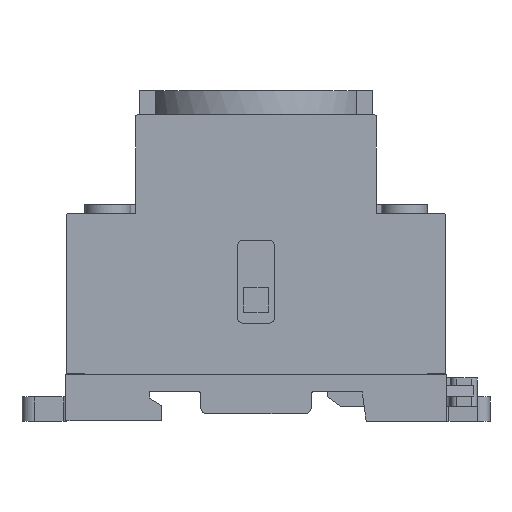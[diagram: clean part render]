
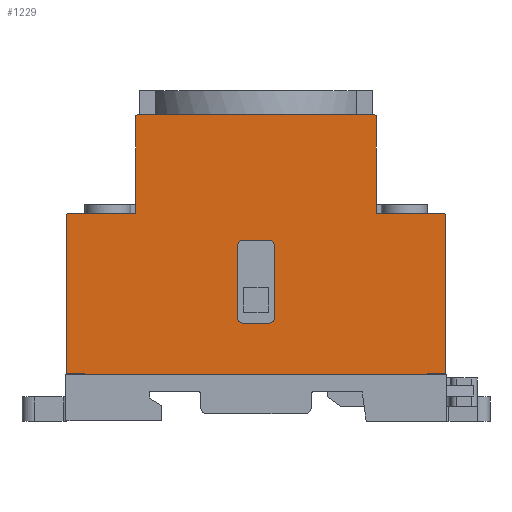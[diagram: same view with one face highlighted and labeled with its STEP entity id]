
A CAD part, left-side view. The second image highlights one B-rep face of the part: STEP entity #1229.
In plain terms, the highlighted planar face has unit normal (-1, 0, 0).
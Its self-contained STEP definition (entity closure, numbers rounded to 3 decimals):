
#1229=ADVANCED_FACE('',(#2024,#2025),#1692,.F.);
#1692=PLANE('',#10376);
#2024=FACE_BOUND('',#2258,.T.);
#2025=FACE_BOUND('',#2259,.T.);
#2258=EDGE_LOOP('',(#3870,#3871,#3872,#3873,#3874,#3875,#3876,#3877));
#2259=EDGE_LOOP('',(#3878,#3879,#3880,#3881,#3882,#3883,#3884,#3885,#3886,
#3887,#3888,#3889,#3890,#3891,#3892,#3893,#3894,#3895));
#2739=CIRCLE('',#10287,0.3);
#2740=CIRCLE('',#10289,0.3);
#2741=CIRCLE('',#10293,0.3);
#2742=CIRCLE('',#10297,0.3);
#2754=CIRCLE('',#10351,0.3);
#2761=CIRCLE('',#10370,0.3);
#2762=CIRCLE('',#10372,1.);
#2763=CIRCLE('',#10373,1.);
#2764=CIRCLE('',#10374,1.);
#2765=CIRCLE('',#10375,1.);
#3870=ORIENTED_EDGE('',*,*,#7212,.T.);
#3871=ORIENTED_EDGE('',*,*,#7213,.T.);
#3872=ORIENTED_EDGE('',*,*,#7214,.T.);
#3873=ORIENTED_EDGE('',*,*,#7215,.T.);
#3874=ORIENTED_EDGE('',*,*,#7216,.T.);
#3875=ORIENTED_EDGE('',*,*,#7217,.T.);
#3876=ORIENTED_EDGE('',*,*,#7218,.T.);
#3877=ORIENTED_EDGE('',*,*,#7219,.T.);
#3878=ORIENTED_EDGE('',*,*,#7159,.F.);
#3879=ORIENTED_EDGE('',*,*,#7211,.F.);
#3880=ORIENTED_EDGE('',*,*,#7209,.F.);
#3881=ORIENTED_EDGE('',*,*,#7113,.F.);
#3882=ORIENTED_EDGE('',*,*,#7023,.F.);
#3883=ORIENTED_EDGE('',*,*,#6916,.F.);
#3884=ORIENTED_EDGE('',*,*,#7021,.F.);
#3885=ORIENTED_EDGE('',*,*,#7192,.F.);
#3886=ORIENTED_EDGE('',*,*,#7178,.F.);
#3887=ORIENTED_EDGE('',*,*,#7175,.F.);
#3888=ORIENTED_EDGE('',*,*,#7172,.F.);
#3889=ORIENTED_EDGE('',*,*,#7012,.F.);
#3890=ORIENTED_EDGE('',*,*,#7039,.F.);
#3891=ORIENTED_EDGE('',*,*,#7035,.F.);
#3892=ORIENTED_EDGE('',*,*,#7027,.F.);
#3893=ORIENTED_EDGE('',*,*,#6965,.F.);
#3894=ORIENTED_EDGE('',*,*,#7168,.F.);
#3895=ORIENTED_EDGE('',*,*,#7165,.F.);
#5887=VERTEX_POINT('',#14248);
#5888=VERTEX_POINT('',#14250);
#5936=VERTEX_POINT('',#14349);
#5937=VERTEX_POINT('',#14351);
#5976=VERTEX_POINT('',#14614);
#5977=VERTEX_POINT('',#14616);
#5983=VERTEX_POINT('',#14655);
#5985=VERTEX_POINT('',#14682);
#5988=VERTEX_POINT('',#14690);
#5995=VERTEX_POINT('',#14745);
#6066=VERTEX_POINT('',#15042);
#6094=VERTEX_POINT('',#15120);
#6107=VERTEX_POINT('',#15155);
#6110=VERTEX_POINT('',#15183);
#6115=VERTEX_POINT('',#15211);
#6117=VERTEX_POINT('',#15220);
#6119=VERTEX_POINT('',#15226);
#6140=VERTEX_POINT('',#15332);
#6142=VERTEX_POINT('',#15353);
#6143=VERTEX_POINT('',#15354);
#6144=VERTEX_POINT('',#15356);
#6145=VERTEX_POINT('',#15358);
#6146=VERTEX_POINT('',#15360);
#6147=VERTEX_POINT('',#15362);
#6148=VERTEX_POINT('',#15364);
#6149=VERTEX_POINT('',#15366);
#6916=EDGE_CURVE('',#5887,#5888,#8226,.T.);
#6965=EDGE_CURVE('',#5936,#5937,#8254,.T.);
#7012=EDGE_CURVE('',#5976,#5977,#8279,.T.);
#7021=EDGE_CURVE('',#5983,#5887,#2739,.T.);
#7023=EDGE_CURVE('',#5888,#5985,#2740,.T.);
#7027=EDGE_CURVE('',#5937,#5988,#2741,.T.);
#7035=EDGE_CURVE('',#5988,#5995,#8291,.T.);
#7039=EDGE_CURVE('',#5995,#5976,#2742,.T.);
#7113=EDGE_CURVE('',#5985,#6066,#8338,.T.);
#7159=EDGE_CURVE('',#6107,#6094,#8366,.T.);
#7165=EDGE_CURVE('',#6094,#6110,#2754,.T.);
#7168=EDGE_CURVE('',#6110,#5936,#8369,.T.);
#7172=EDGE_CURVE('',#5977,#6115,#8373,.T.);
#7175=EDGE_CURVE('',#6115,#6117,#8375,.T.);
#7178=EDGE_CURVE('',#6117,#6119,#8378,.T.);
#7192=EDGE_CURVE('',#6119,#5983,#8388,.T.);
#7209=EDGE_CURVE('',#6066,#6140,#8398,.T.);
#7211=EDGE_CURVE('',#6140,#6107,#2761,.T.);
#7212=EDGE_CURVE('',#6142,#6143,#8399,.T.);
#7213=EDGE_CURVE('',#6143,#6144,#2762,.T.);
#7214=EDGE_CURVE('',#6144,#6145,#8400,.T.);
#7215=EDGE_CURVE('',#6145,#6146,#2763,.T.);
#7216=EDGE_CURVE('',#6146,#6147,#8401,.T.);
#7217=EDGE_CURVE('',#6147,#6148,#2764,.T.);
#7218=EDGE_CURVE('',#6148,#6149,#8402,.T.);
#7219=EDGE_CURVE('',#6149,#6142,#2765,.T.);
#8226=LINE('',#14249,#9261);
#8254=LINE('',#14350,#9289);
#8279=LINE('',#14615,#9314);
#8291=LINE('',#14744,#9326);
#8338=LINE('',#15041,#9373);
#8366=LINE('',#15156,#9401);
#8369=LINE('',#15204,#9404);
#8373=LINE('',#15210,#9408);
#8375=LINE('',#15219,#9410);
#8378=LINE('',#15225,#9413);
#8388=LINE('',#15251,#9423);
#8398=LINE('',#15335,#9433);
#8399=LINE('',#15352,#9434);
#8400=LINE('',#15357,#9435);
#8401=LINE('',#15361,#9436);
#8402=LINE('',#15365,#9437);
#9261=VECTOR('',#11503,1.);
#9289=VECTOR('',#11579,1.);
#9314=VECTOR('',#11644,1.);
#9326=VECTOR('',#11678,1.);
#9373=VECTOR('',#11799,1.);
#9401=VECTOR('',#11859,1.);
#9404=VECTOR('',#11872,1.);
#9408=VECTOR('',#11878,1.);
#9410=VECTOR('',#11882,1.);
#9413=VECTOR('',#11887,1.);
#9423=VECTOR('',#11907,1.);
#9433=VECTOR('',#11933,1.);
#9434=VECTOR('',#11940,1.);
#9435=VECTOR('',#11943,1.);
#9436=VECTOR('',#11946,1.);
#9437=VECTOR('',#11949,1.);
#10287=AXIS2_PLACEMENT_3D('',#14656,#11656,#11657);
#10289=AXIS2_PLACEMENT_3D('',#14681,#11660,#11661);
#10293=AXIS2_PLACEMENT_3D('',#14689,#11669,#11670);
#10297=AXIS2_PLACEMENT_3D('',#14775,#11684,#11685);
#10351=AXIS2_PLACEMENT_3D('',#15198,#11866,#11867);
#10370=AXIS2_PLACEMENT_3D('',#15350,#11936,#11937);
#10372=AXIS2_PLACEMENT_3D('',#15355,#11941,#11942);
#10373=AXIS2_PLACEMENT_3D('',#15359,#11944,#11945);
#10374=AXIS2_PLACEMENT_3D('',#15363,#11947,#11948);
#10375=AXIS2_PLACEMENT_3D('',#15367,#11950,#11951);
#10376=AXIS2_PLACEMENT_3D('',#15368,#11952,#11953);
#11503=DIRECTION('',(0.,0.,1.));
#11579=DIRECTION('',(0.,-1.,0.));
#11644=DIRECTION('',(0.,1.,0.));
#11656=DIRECTION('',(1.,0.,0.));
#11657=DIRECTION('',(0.,0.,1.));
#11660=DIRECTION('',(1.,0.,0.));
#11661=DIRECTION('',(0.,0.,1.));
#11669=DIRECTION('',(1.,0.,0.));
#11670=DIRECTION('',(0.,0.,1.));
#11678=DIRECTION('',(0.,0.,-1.));
#11684=DIRECTION('',(1.,0.,0.));
#11685=DIRECTION('',(0.,0.,1.));
#11799=DIRECTION('',(0.,-1.,0.));
#11859=DIRECTION('',(0.,-1.,0.));
#11866=DIRECTION('',(1.,0.,0.));
#11867=DIRECTION('',(0.,0.,1.));
#11872=DIRECTION('',(0.,0.,-1.));
#11878=DIRECTION('',(0.,0.,-1.));
#11882=DIRECTION('',(0.,1.,0.));
#11887=DIRECTION('',(0.,0.,1.));
#11907=DIRECTION('',(0.,1.,0.));
#11933=DIRECTION('',(0.,0.,1.));
#11936=DIRECTION('',(1.,0.,0.));
#11937=DIRECTION('',(0.,0.,1.));
#11940=DIRECTION('',(0.,0.,-1.));
#11941=DIRECTION('',(1.,0.,0.));
#11942=DIRECTION('',(0.,0.,-1.));
#11943=DIRECTION('',(0.,1.,0.));
#11944=DIRECTION('',(1.,0.,0.));
#11945=DIRECTION('',(0.,0.,-1.));
#11946=DIRECTION('',(0.,0.,1.));
#11947=DIRECTION('',(1.,0.,0.));
#11948=DIRECTION('',(0.,0.,-1.));
#11949=DIRECTION('',(0.,-1.,0.));
#11950=DIRECTION('',(1.,0.,0.));
#11951=DIRECTION('',(0.,0.,-1.));
#11952=DIRECTION('',(1.,0.,0.));
#11953=DIRECTION('',(0.,0.,-1.));
#14248=CARTESIAN_POINT('',(-18.,31.45,-46.595));
#14249=CARTESIAN_POINT('',(-18.,31.45,-46.595));
#14250=CARTESIAN_POINT('',(-18.,31.45,-20.665));
#14349=CARTESIAN_POINT('',(-18.,-19.95,-20.366));
#14350=CARTESIAN_POINT('',(-18.,-19.95,-20.366));
#14351=CARTESIAN_POINT('',(-18.,-31.149,-20.366));
#14614=CARTESIAN_POINT('',(-18.,-31.149,-46.896));
#14615=CARTESIAN_POINT('',(-18.,-31.149,-46.896));
#14616=CARTESIAN_POINT('',(-18.,-28.379,-46.896));
#14655=CARTESIAN_POINT('',(-18.,31.15,-46.895));
#14656=CARTESIAN_POINT('',(-18.,31.15,-46.595));
#14681=CARTESIAN_POINT('',(-18.,31.15,-20.665));
#14682=CARTESIAN_POINT('',(-18.,31.15,-20.365));
#14689=CARTESIAN_POINT('',(-18.,-31.149,-20.666));
#14690=CARTESIAN_POINT('',(-18.,-31.449,-20.666));
#14744=CARTESIAN_POINT('',(-18.,-31.449,-20.666));
#14745=CARTESIAN_POINT('',(-18.,-31.449,-46.596));
#14775=CARTESIAN_POINT('',(-18.,-31.149,-46.596));
#15041=CARTESIAN_POINT('',(-18.,31.15,-20.365));
#15042=CARTESIAN_POINT('',(-18.,19.95,-20.365));
#15120=CARTESIAN_POINT('',(-18.,-19.65,-4.));
#15155=CARTESIAN_POINT('',(-18.,19.65,-4.));
#15156=CARTESIAN_POINT('',(-18.,19.65,-4.));
#15183=CARTESIAN_POINT('',(-18.,-19.95,-4.3));
#15198=CARTESIAN_POINT('',(-18.,-19.65,-4.3));
#15204=CARTESIAN_POINT('',(-18.,-19.95,-4.3));
#15210=CARTESIAN_POINT('',(-18.,-28.379,-46.896));
#15211=CARTESIAN_POINT('',(-18.,-28.379,-46.991));
#15219=CARTESIAN_POINT('',(-18.,-28.379,-46.99));
#15220=CARTESIAN_POINT('',(-18.,28.38,-46.99));
#15225=CARTESIAN_POINT('',(-18.,28.38,-46.99));
#15226=CARTESIAN_POINT('',(-18.,28.38,-46.895));
#15251=CARTESIAN_POINT('',(-18.,28.38,-46.895));
#15332=CARTESIAN_POINT('',(-18.,19.95,-4.3));
#15335=CARTESIAN_POINT('',(-18.,19.95,-20.365));
#15350=CARTESIAN_POINT('',(-18.,19.65,-4.3));
#15352=CARTESIAN_POINT('',(-18.,-3.099,-25.757));
#15353=CARTESIAN_POINT('',(-18.,-3.099,-25.757));
#15354=CARTESIAN_POINT('',(-18.,-3.099,-37.557));
#15355=CARTESIAN_POINT('',(-18.,-2.099,-37.557));
#15356=CARTESIAN_POINT('',(-18.,-2.099,-38.557));
#15357=CARTESIAN_POINT('',(-18.,-2.099,-38.557));
#15358=CARTESIAN_POINT('',(-18.,2.101,-38.557));
#15359=CARTESIAN_POINT('',(-18.,2.101,-37.557));
#15360=CARTESIAN_POINT('',(-18.,3.101,-37.557));
#15361=CARTESIAN_POINT('',(-18.,3.101,-37.557));
#15362=CARTESIAN_POINT('',(-18.,3.101,-25.757));
#15363=CARTESIAN_POINT('',(-18.,2.101,-25.757));
#15364=CARTESIAN_POINT('',(-18.,2.101,-24.757));
#15365=CARTESIAN_POINT('',(-18.,2.101,-24.757));
#15366=CARTESIAN_POINT('',(-18.,-2.099,-24.757));
#15367=CARTESIAN_POINT('',(-18.,-2.099,-25.757));
#15368=CARTESIAN_POINT('',(-18.,-19.65,-4.3));
